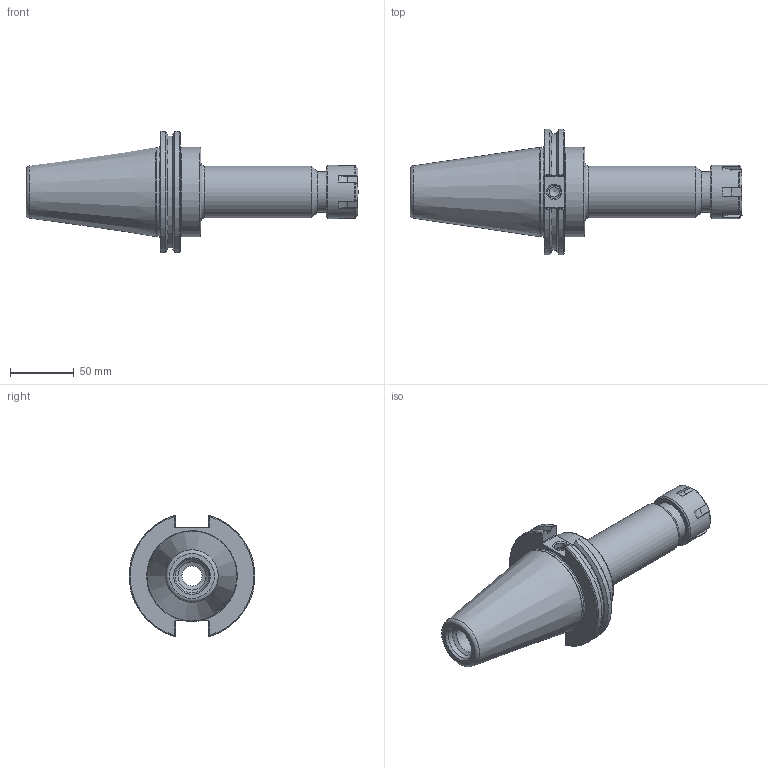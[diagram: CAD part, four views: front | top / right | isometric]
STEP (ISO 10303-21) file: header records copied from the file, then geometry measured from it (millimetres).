
FILE_DESCRIPTION((''),'2;1');
FILE_NAME('C50-25ER622CN.stp','2014-08-01T08:55:11',('kaykin'),(''),'Autodesk Inventor 2012','Autodesk Inventor 2012','');
FILE_SCHEMA(('AUTOMOTIVE_DESIGN { 1 0 10303 214 1 1 1 1 }'));
Length unit declared in the file: inch
Products named in the file (3): C50-25ER622CN; C50-25ER6-1; 25ERCN
Assembly tree (2 placements, depth 2):
  C50-25ER622CN
    C50-25ER6-1
    25ERCN
Bounding box: 259.59 x 98.06 x 94.71 mm (x, y, z)
Volume: 493122.1 mm3; surface area: 74418.1 mm2
Topology: 2 solids, 2 shells, 139 faces, 368 edges, 239 vertices
Faces by surface type: plane 57, cylinder 41, cone 30, torus 11
Full cylindrical faces by diameter (mm): 8.001 x1, 10.135 x1, 15.748 x1, 18.034 x1, 20.18 x1, 21.946 x1, 21.971 x1, 26.365 x1, 26.86 x1, 30.5 x1, 32 x1, 32.88 x1, 40.513 x1, 42 x1, 69.342 x1, 69.85 x1
Entity records: 4301 total; most frequent: CARTESIAN_POINT 948, DIRECTION 658, ORIENTED_EDGE 644, EDGE_CURVE 322, AXIS2_PLACEMENT_3D 262, VERTEX_POINT 230, EDGE_LOOP 186, FACE_OUTER_BOUND 139
